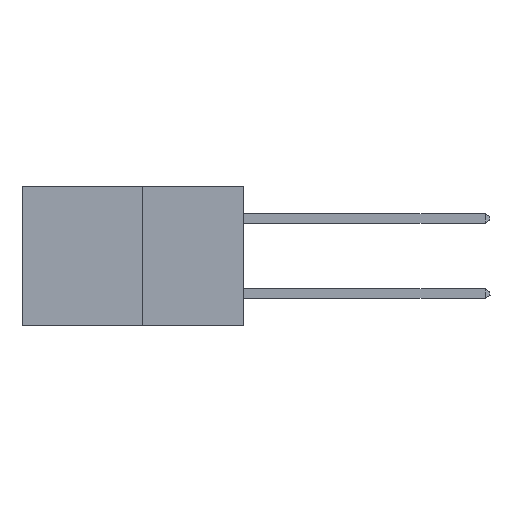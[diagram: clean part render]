
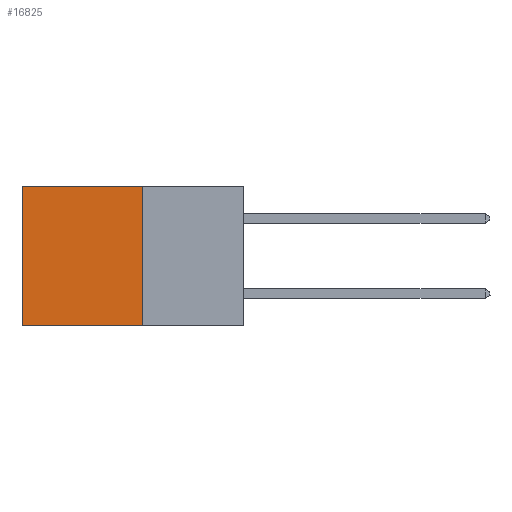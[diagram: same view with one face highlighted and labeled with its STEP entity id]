
A CAD part, left-side view. The second image highlights one B-rep face of the part: STEP entity #16825.
In plain terms, the highlighted planar face has unit normal (-1, 0, 0).
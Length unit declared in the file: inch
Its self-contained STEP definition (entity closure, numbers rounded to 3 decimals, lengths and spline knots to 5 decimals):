
#1203 = DIRECTION ( 'NONE',  ( 0., 0., -1. ) ) ;
#1412 = CARTESIAN_POINT ( 'NONE',  ( 0.277, 0.27, 0. ) ) ;
#2939 = VERTEX_POINT ( 'NONE', #5439 ) ;
#3991 = VERTEX_POINT ( 'NONE', #14240 ) ;
#4207 = DIRECTION ( 'NONE',  ( 0., 0., -1. ) ) ;
#4362 = CARTESIAN_POINT ( 'NONE',  ( 0.277, 0.59, -0.37 ) ) ;
#4801 = EDGE_CURVE ( 'NONE', #2939, #3991, #15982, .T. ) ;
#4962 = VECTOR ( 'NONE', #4207, 39.37008 ) ;
#5350 = CARTESIAN_POINT ( 'NONE',  ( 0.277, 0.27, -0.37 ) ) ;
#5439 = CARTESIAN_POINT ( 'NONE',  ( 0.277, 0.59, 0. ) ) ;
#7500 = ORIENTED_EDGE ( 'NONE', *, *, #12180, .F. ) ;
#7548 = DIRECTION ( 'NONE',  ( 0., 0., -1. ) ) ;
#8081 = ORIENTED_EDGE ( 'NONE', *, *, #12002, .T. ) ;
#9160 = ORIENTED_EDGE ( 'NONE', *, *, #15738, .F. ) ;
#9667 = DIRECTION ( 'NONE',  ( 0., 1., 0. ) ) ;
#9990 = VECTOR ( 'NONE', #1203, 39.37008 ) ;
#11661 = VERTEX_POINT ( 'NONE', #15904 ) ;
#12002 = EDGE_CURVE ( 'NONE', #11661, #2939, #13940, .T. ) ;
#12072 = ORIENTED_EDGE ( 'NONE', *, *, #4801, .T. ) ;
#12180 = EDGE_CURVE ( 'NONE', #16927, #3991, #12190, .T. ) ;
#12190 = LINE ( 'NONE', #15464, #14583 ) ;
#13055 = CARTESIAN_POINT ( 'NONE',  ( 0.277, 0.27, -0.37 ) ) ;
#13228 = CARTESIAN_POINT ( 'NONE',  ( 0.277, 0.27, -0.37 ) ) ;
#13940 = LINE ( 'NONE', #1412, #17563 ) ;
#14240 = CARTESIAN_POINT ( 'NONE',  ( 0.277, 0.59, -0.37 ) ) ;
#14266 = FACE_OUTER_BOUND ( 'NONE', #15954, .T. ) ;
#14583 = VECTOR ( 'NONE', #16915, 39.37008 ) ;
#15464 = CARTESIAN_POINT ( 'NONE',  ( 0.277, 0.27, -0.37 ) ) ;
#15738 = EDGE_CURVE ( 'NONE', #11661, #16927, #17307, .T. ) ;
#15841 = DIRECTION ( 'NONE',  ( 1., 0., 0. ) ) ;
#15904 = CARTESIAN_POINT ( 'NONE',  ( 0.277, 0.27, 0. ) ) ;
#15954 = EDGE_LOOP ( 'NONE', ( #12072, #7500, #9160, #8081 ) ) ;
#15982 = LINE ( 'NONE', #4362, #4962 ) ;
#16825 = ADVANCED_FACE ( 'NONE', ( #14266 ), #17153, .F. ) ;
#16915 = DIRECTION ( 'NONE',  ( 0., 1., 0. ) ) ;
#16927 = VERTEX_POINT ( 'NONE', #13228 ) ;
#17079 = AXIS2_PLACEMENT_3D ( 'NONE', #13055, #15841, #7548 ) ;
#17153 = PLANE ( 'NONE',  #17079 ) ;
#17307 = LINE ( 'NONE', #5350, #9990 ) ;
#17563 = VECTOR ( 'NONE', #9667, 39.37008 ) ;
